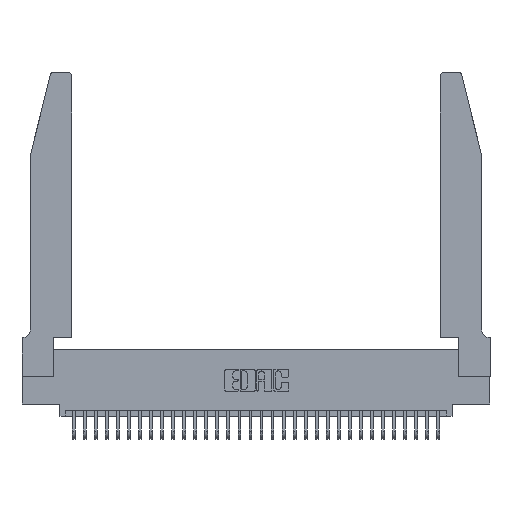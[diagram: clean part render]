
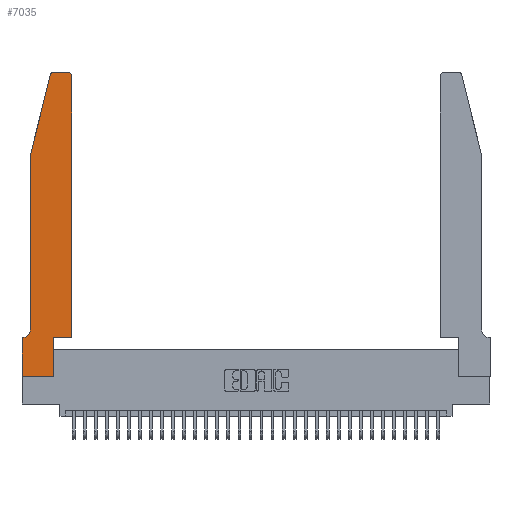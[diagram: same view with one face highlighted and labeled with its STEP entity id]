
A CAD part, top view. The second image highlights one B-rep face of the part: STEP entity #7035.
In plain terms, the highlighted planar face has unit normal (0, 0, 1).
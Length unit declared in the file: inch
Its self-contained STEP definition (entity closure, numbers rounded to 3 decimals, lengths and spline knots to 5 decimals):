
#293 = ORIENTED_EDGE ( 'NONE', *, *, #27670, .T. ) ;
#488 = LINE ( 'NONE', #16193, #27867 ) ;
#933 = EDGE_CURVE ( 'NONE', #7462, #15219, #11499, .T. ) ;
#1143 = EDGE_CURVE ( 'NONE', #24218, #6008, #11899, .T. ) ;
#2224 = CARTESIAN_POINT ( 'NONE',  ( 0., 0.35, 0.37 ) ) ;
#2373 = CARTESIAN_POINT ( 'NONE',  ( 0.4505, 0.35, 0.37 ) ) ;
#2506 = VECTOR ( 'NONE', #4921, 39.37008 ) ;
#2676 = VERTEX_POINT ( 'NONE', #2373 ) ;
#3035 = VECTOR ( 'NONE', #24138, 39.37008 ) ;
#3273 = DIRECTION ( 'NONE',  ( 0., 0., 1. ) ) ;
#3947 = CIRCLE ( 'NONE', #28760, 0.07 ) ;
#4009 = AXIS2_PLACEMENT_3D ( 'NONE', #31529, #15735, #34187 ) ;
#4921 = DIRECTION ( 'NONE',  ( 0., -1., 0. ) ) ;
#5228 = EDGE_CURVE ( 'NONE', #12874, #9902, #8783, .T. ) ;
#5317 = DIRECTION ( 'NONE',  ( -1., 0., 0. ) ) ;
#6008 = VERTEX_POINT ( 'NONE', #15925 ) ;
#6111 = CARTESIAN_POINT ( 'NONE',  ( 0.0055, 0.42, 0.37 ) ) ;
#6306 = VERTEX_POINT ( 'NONE', #6474 ) ;
#6474 = CARTESIAN_POINT ( 'NONE',  ( 0.4505, 2.72, 0.37 ) ) ;
#6997 = ORIENTED_EDGE ( 'NONE', *, *, #933, .T. ) ;
#7035 = ADVANCED_FACE ( 'NONE', ( #23548 ), #7596, .T. ) ;
#7421 = CARTESIAN_POINT ( 'NONE',  ( 0.25487, 2.72718, 0.37 ) ) ;
#7462 = VERTEX_POINT ( 'NONE', #33358 ) ;
#7596 = PLANE ( 'NONE',  #18072 ) ;
#8783 = LINE ( 'NONE', #18146, #2506 ) ;
#8786 = DIRECTION ( 'NONE',  ( -1., 0., 0. ) ) ;
#8922 = CARTESIAN_POINT ( 'NONE',  ( 0.4205, 2.75, 0.37 ) ) ;
#9223 = AXIS2_PLACEMENT_3D ( 'NONE', #19200, #3273, #21848 ) ;
#9298 = LINE ( 'NONE', #23219, #23362 ) ;
#9470 = VERTEX_POINT ( 'NONE', #10936 ) ;
#9902 = VERTEX_POINT ( 'NONE', #20629 ) ;
#10015 = VERTEX_POINT ( 'NONE', #34234 ) ;
#10936 = CARTESIAN_POINT ( 'NONE',  ( 0.0055, 0.35, 0.37 ) ) ;
#11499 = LINE ( 'NONE', #19228, #24687 ) ;
#11899 = LINE ( 'NONE', #34136, #32134 ) ;
#12189 = DIRECTION ( 'NONE',  ( 1., 0., 0. ) ) ;
#12747 = EDGE_CURVE ( 'NONE', #31564, #7462, #27524, .T. ) ;
#12874 = VERTEX_POINT ( 'NONE', #12933 ) ;
#12933 = CARTESIAN_POINT ( 'NONE',  ( 0., 0.35, 0.37 ) ) ;
#12959 = DIRECTION ( 'NONE',  ( 0., 0., 1. ) ) ;
#13622 = DIRECTION ( 'NONE',  ( 0., 1., 0. ) ) ;
#14393 = ORIENTED_EDGE ( 'NONE', *, *, #20994, .T. ) ;
#15219 = VERTEX_POINT ( 'NONE', #32120 ) ;
#15397 = CIRCLE ( 'NONE', #9223, 0.03 ) ;
#15735 = DIRECTION ( 'NONE',  ( 0., 0., 1. ) ) ;
#15800 = CARTESIAN_POINT ( 'NONE',  ( 0.2865, 0., 0.37 ) ) ;
#15877 = EDGE_CURVE ( 'NONE', #9470, #12874, #23244, .T. ) ;
#15925 = CARTESIAN_POINT ( 'NONE',  ( 0.284, 2.75, 0.37 ) ) ;
#16193 = CARTESIAN_POINT ( 'NONE',  ( 0.4505, 0.35, 0.37 ) ) ;
#16244 = VECTOR ( 'NONE', #21822, 39.37008 ) ;
#16297 = VERTEX_POINT ( 'NONE', #15800 ) ;
#17212 = LINE ( 'NONE', #21504, #3035 ) ;
#17932 = DIRECTION ( 'NONE',  ( 0., 1., 0. ) ) ;
#18072 = AXIS2_PLACEMENT_3D ( 'NONE', #2224, #12959, #31417 ) ;
#18146 = CARTESIAN_POINT ( 'NONE',  ( 0., 0., 0.37 ) ) ;
#19200 = CARTESIAN_POINT ( 'NONE',  ( 0.284, 2.72, 0.37 ) ) ;
#19228 = CARTESIAN_POINT ( 'NONE',  ( 0.0755, 2., 0.37 ) ) ;
#19229 = LINE ( 'NONE', #27984, #32443 ) ;
#19746 = ORIENTED_EDGE ( 'NONE', *, *, #23231, .T. ) ;
#20145 = ORIENTED_EDGE ( 'NONE', *, *, #22681, .T. ) ;
#20537 = VECTOR ( 'NONE', #30941, 39.37008 ) ;
#20629 = CARTESIAN_POINT ( 'NONE',  ( 0., 0., 0.37 ) ) ;
#20994 = EDGE_CURVE ( 'NONE', #6306, #24218, #27579, .T. ) ;
#21059 = ORIENTED_EDGE ( 'NONE', *, *, #15877, .T. ) ;
#21504 = CARTESIAN_POINT ( 'NONE',  ( 0., 0., 0.37 ) ) ;
#21706 = CARTESIAN_POINT ( 'NONE',  ( 0.0755, 0.35, 0.37 ) ) ;
#21822 = DIRECTION ( 'NONE',  ( -1., 0., 0. ) ) ;
#21848 = DIRECTION ( 'NONE',  ( 1., 0., 0. ) ) ;
#22681 = EDGE_CURVE ( 'NONE', #10015, #2676, #19229, .T. ) ;
#23219 = CARTESIAN_POINT ( 'NONE',  ( 0.2865, 0.35, 0.37 ) ) ;
#23231 = EDGE_CURVE ( 'NONE', #16297, #10015, #9298, .T. ) ;
#23244 = LINE ( 'NONE', #21706, #16244 ) ;
#23362 = VECTOR ( 'NONE', #17932, 39.37008 ) ;
#23548 = FACE_OUTER_BOUND ( 'NONE', #26422, .T. ) ;
#24138 = DIRECTION ( 'NONE',  ( 1., 0., 0. ) ) ;
#24218 = VERTEX_POINT ( 'NONE', #8922 ) ;
#24611 = DIRECTION ( 'NONE',  ( 0., 0., -1. ) ) ;
#24687 = VECTOR ( 'NONE', #29567, 39.37008 ) ;
#24724 = EDGE_CURVE ( 'NONE', #6008, #31564, #15397, .T. ) ;
#26362 = ORIENTED_EDGE ( 'NONE', *, *, #5228, .T. ) ;
#26422 = EDGE_LOOP ( 'NONE', ( #31815, #27006, #33912, #6997, #293, #21059, #26362, #33377, #19746, #20145, #28973, #14393 ) ) ;
#27006 = ORIENTED_EDGE ( 'NONE', *, *, #24724, .T. ) ;
#27524 = LINE ( 'NONE', #33485, #20537 ) ;
#27579 = CIRCLE ( 'NONE', #4009, 0.03 ) ;
#27670 = EDGE_CURVE ( 'NONE', #15219, #9470, #3947, .T. ) ;
#27867 = VECTOR ( 'NONE', #13622, 39.37008 ) ;
#27984 = CARTESIAN_POINT ( 'NONE',  ( 0.4505, 0.35, 0.37 ) ) ;
#28517 = EDGE_CURVE ( 'NONE', #9902, #16297, #17212, .T. ) ;
#28760 = AXIS2_PLACEMENT_3D ( 'NONE', #6111, #24611, #8786 ) ;
#28973 = ORIENTED_EDGE ( 'NONE', *, *, #29101, .T. ) ;
#29101 = EDGE_CURVE ( 'NONE', #2676, #6306, #488, .T. ) ;
#29567 = DIRECTION ( 'NONE',  ( 0., -1., 0. ) ) ;
#30941 = DIRECTION ( 'NONE',  ( -0.239, -0.971, 0. ) ) ;
#31417 = DIRECTION ( 'NONE',  ( 1., 0., 0. ) ) ;
#31529 = CARTESIAN_POINT ( 'NONE',  ( 0.4205, 2.72, 0.37 ) ) ;
#31564 = VERTEX_POINT ( 'NONE', #7421 ) ;
#31815 = ORIENTED_EDGE ( 'NONE', *, *, #1143, .T. ) ;
#32120 = CARTESIAN_POINT ( 'NONE',  ( 0.0755, 0.42, 0.37 ) ) ;
#32134 = VECTOR ( 'NONE', #5317, 39.37008 ) ;
#32443 = VECTOR ( 'NONE', #12189, 39.37008 ) ;
#33358 = CARTESIAN_POINT ( 'NONE',  ( 0.0755, 2., 0.37 ) ) ;
#33377 = ORIENTED_EDGE ( 'NONE', *, *, #28517, .T. ) ;
#33485 = CARTESIAN_POINT ( 'NONE',  ( 0.0755, 2., 0.37 ) ) ;
#33912 = ORIENTED_EDGE ( 'NONE', *, *, #12747, .T. ) ;
#34136 = CARTESIAN_POINT ( 'NONE',  ( 0.2605, 2.75, 0.37 ) ) ;
#34187 = DIRECTION ( 'NONE',  ( 1., 0., 0. ) ) ;
#34234 = CARTESIAN_POINT ( 'NONE',  ( 0.2865, 0.35, 0.37 ) ) ;
